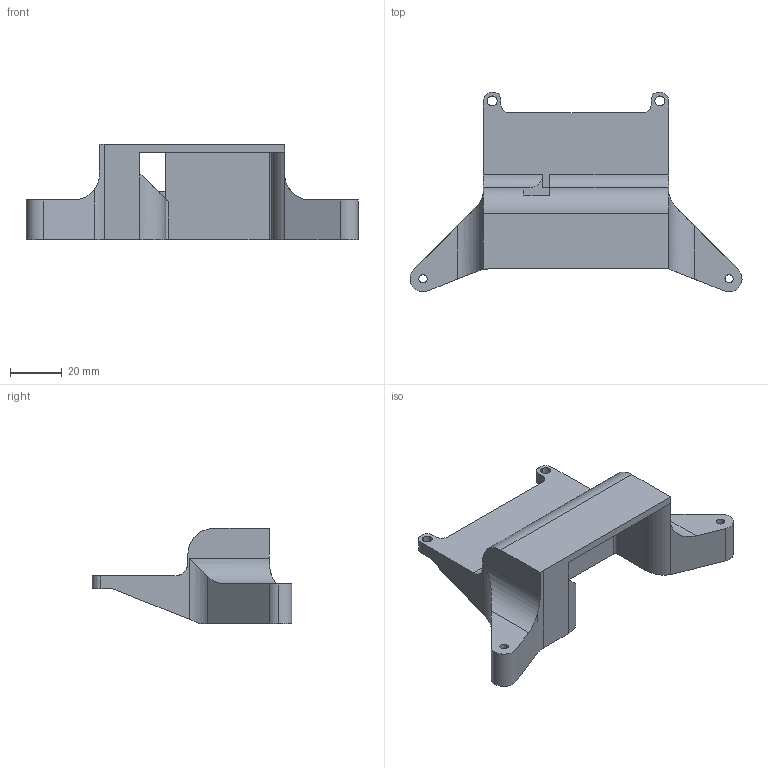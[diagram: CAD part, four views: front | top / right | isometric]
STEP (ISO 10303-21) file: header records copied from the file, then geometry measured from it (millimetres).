
FILE_DESCRIPTION (( 'STEP AP214' ), '1' );
FILE_NAME ('Camera System Mount.STEP', '2022-03-26T03:23:40', ( '' ), ( '' ), 'SwSTEP 2.0', 'SolidWorks 2021', '' );
FILE_SCHEMA (( 'AUTOMOTIVE_DESIGN' ));
Length unit declared in the file: millimetre
Products named in the file (1): Camera System Mount
Bounding box: 127.99 x 76.94 x 36.67 mm (x, y, z)
Volume: 78409.3 mm3; surface area: 22046.6 mm2
Topology: 1 solids, 1 shells, 71 faces, 196 edges, 129 vertices
Faces by surface type: cylinder 37, plane 34
Entity records: 2336 total; most frequent: CARTESIAN_POINT 437, DIRECTION 395, ORIENTED_EDGE 392, EDGE_CURVE 196, AXIS2_PLACEMENT_3D 139, VERTEX_POINT 129, VECTOR 117, LINE 117
